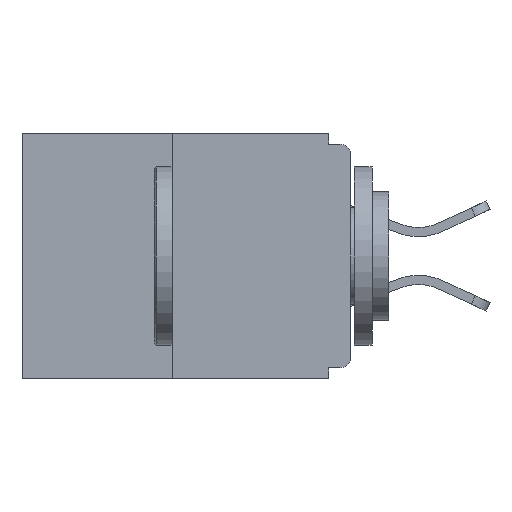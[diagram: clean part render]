
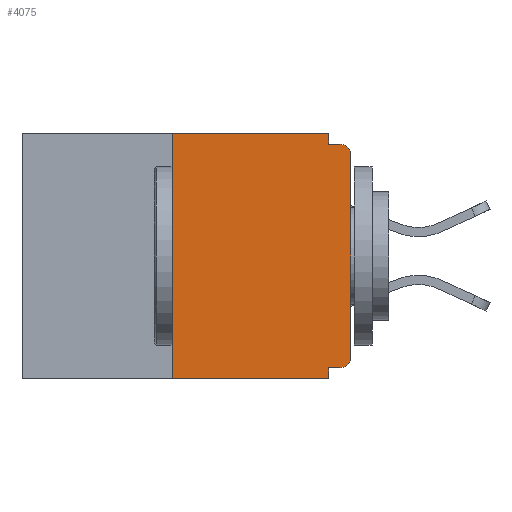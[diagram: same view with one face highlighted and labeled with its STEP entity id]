
A CAD part, left-side view. The second image highlights one B-rep face of the part: STEP entity #4075.
In plain terms, the highlighted planar face has unit normal (-1, 0, 0).
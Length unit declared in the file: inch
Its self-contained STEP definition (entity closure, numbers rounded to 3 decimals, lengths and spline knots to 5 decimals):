
#112 = FACE_OUTER_BOUND ( 'NONE', #9405, .T. ) ;
#164 = DIRECTION ( 'NONE',  ( 0., 0., -1. ) ) ;
#252 = ORIENTED_EDGE ( 'NONE', *, *, #10929, .F. ) ;
#387 = AXIS2_PLACEMENT_3D ( 'NONE', #12855, #4450, #993 ) ;
#398 = VERTEX_POINT ( 'NONE', #9972 ) ;
#498 = CARTESIAN_POINT ( 'NONE',  ( 0., 0.015, -0.328 ) ) ;
#591 = LINE ( 'NONE', #7712, #20094 ) ;
#602 = EDGE_CURVE ( 'NONE', #10891, #20180, #12281, .T. ) ;
#833 = PLANE ( 'NONE',  #20027 ) ;
#855 = DIRECTION ( 'NONE',  ( -1., 0., 0. ) ) ;
#917 = EDGE_CURVE ( 'NONE', #20180, #12732, #19147, .T. ) ;
#993 = DIRECTION ( 'NONE',  ( 0., 0., -1. ) ) ;
#1222 = CARTESIAN_POINT ( 'NONE',  ( 0., 0.015, -0.015 ) ) ;
#1953 = VERTEX_POINT ( 'NONE', #12625 ) ;
#2019 = ORIENTED_EDGE ( 'NONE', *, *, #14473, .F. ) ;
#2395 = DIRECTION ( 'NONE',  ( 0., 0., -1. ) ) ;
#2893 = ORIENTED_EDGE ( 'NONE', *, *, #917, .T. ) ;
#3145 = EDGE_CURVE ( 'NONE', #10891, #9577, #14526, .T. ) ;
#3406 = AXIS2_PLACEMENT_3D ( 'NONE', #5852, #855, #19094 ) ;
#3560 = CARTESIAN_POINT ( 'NONE',  ( 0., 0.031, -0.015 ) ) ;
#4075 = ADVANCED_FACE ( 'NONE', ( #112 ), #833, .F. ) ;
#4277 = DIRECTION ( 'NONE',  ( 0., 0., 1. ) ) ;
#4450 = DIRECTION ( 'NONE',  ( -1., 0., 0. ) ) ;
#5267 = CIRCLE ( 'NONE', #3406, 0.015 ) ;
#5439 = CARTESIAN_POINT ( 'NONE',  ( 0., 0.46, -0.343 ) ) ;
#5852 = CARTESIAN_POINT ( 'NONE',  ( 0., 0.015, -0.03 ) ) ;
#5977 = CARTESIAN_POINT ( 'NONE',  ( 0., 0.25, 0. ) ) ;
#6171 = VECTOR ( 'NONE', #17186, 39.37008 ) ;
#6706 = ORIENTED_EDGE ( 'NONE', *, *, #13329, .F. ) ;
#6974 = CARTESIAN_POINT ( 'NONE',  ( 0., 0., -0.03 ) ) ;
#7212 = CARTESIAN_POINT ( 'NONE',  ( 0., 0., 0. ) ) ;
#7704 = DIRECTION ( 'NONE',  ( 0., 0., 1. ) ) ;
#7712 = CARTESIAN_POINT ( 'NONE',  ( 0., 0.46, 0. ) ) ;
#7760 = DIRECTION ( 'NONE',  ( 1., 0., 0. ) ) ;
#8493 = VECTOR ( 'NONE', #11086, 39.37008 ) ;
#8509 = ORIENTED_EDGE ( 'NONE', *, *, #21723, .T. ) ;
#8669 = VERTEX_POINT ( 'NONE', #1222 ) ;
#9053 = VERTEX_POINT ( 'NONE', #19145 ) ;
#9393 = LINE ( 'NONE', #5977, #18678 ) ;
#9405 = EDGE_LOOP ( 'NONE', ( #6706, #12837, #8509, #14845, #10910, #13555, #2893, #10986, #252, #2019 ) ) ;
#9577 = VERTEX_POINT ( 'NONE', #16180 ) ;
#9704 = CARTESIAN_POINT ( 'NONE',  ( 0., 0., -0.313 ) ) ;
#9972 = CARTESIAN_POINT ( 'NONE',  ( 0., 0.031, 0. ) ) ;
#9978 = LINE ( 'NONE', #20324, #21302 ) ;
#10275 = VERTEX_POINT ( 'NONE', #3560 ) ;
#10891 = VERTEX_POINT ( 'NONE', #498 ) ;
#10910 = ORIENTED_EDGE ( 'NONE', *, *, #3145, .F. ) ;
#10929 = EDGE_CURVE ( 'NONE', #10275, #8669, #14530, .T. ) ;
#10986 = ORIENTED_EDGE ( 'NONE', *, *, #19484, .T. ) ;
#11086 = DIRECTION ( 'NONE',  ( 0., -1., 0. ) ) ;
#12281 = CIRCLE ( 'NONE', #387, 0.015 ) ;
#12625 = CARTESIAN_POINT ( 'NONE',  ( 0., 0.031, -0.343 ) ) ;
#12732 = VERTEX_POINT ( 'NONE', #6974 ) ;
#12837 = ORIENTED_EDGE ( 'NONE', *, *, #20048, .F. ) ;
#12855 = CARTESIAN_POINT ( 'NONE',  ( 0., 0.015, -0.313 ) ) ;
#13329 = EDGE_CURVE ( 'NONE', #20800, #398, #591, .T. ) ;
#13333 = VECTOR ( 'NONE', #4277, 39.37008 ) ;
#13486 = VECTOR ( 'NONE', #14732, 39.37008 ) ;
#13555 = ORIENTED_EDGE ( 'NONE', *, *, #602, .T. ) ;
#14306 = DIRECTION ( 'NONE',  ( 0., 0., -1. ) ) ;
#14473 = EDGE_CURVE ( 'NONE', #398, #10275, #9978, .T. ) ;
#14526 = LINE ( 'NONE', #20035, #13486 ) ;
#14530 = LINE ( 'NONE', #21207, #8493 ) ;
#14732 = DIRECTION ( 'NONE',  ( 0., 1., 0. ) ) ;
#14845 = ORIENTED_EDGE ( 'NONE', *, *, #19581, .F. ) ;
#15631 = LINE ( 'NONE', #5439, #6171 ) ;
#15975 = CARTESIAN_POINT ( 'NONE',  ( 0., 0.25, 0. ) ) ;
#16142 = CARTESIAN_POINT ( 'NONE',  ( 0., 0.46, 0. ) ) ;
#16180 = CARTESIAN_POINT ( 'NONE',  ( 0., 0.031, -0.328 ) ) ;
#16261 = LINE ( 'NONE', #20806, #17862 ) ;
#17186 = DIRECTION ( 'NONE',  ( 0., -1., 0. ) ) ;
#17862 = VECTOR ( 'NONE', #2395, 39.37008 ) ;
#18678 = VECTOR ( 'NONE', #7704, 39.37008 ) ;
#19094 = DIRECTION ( 'NONE',  ( 0., 0., -1. ) ) ;
#19145 = CARTESIAN_POINT ( 'NONE',  ( 0., 0.25, -0.343 ) ) ;
#19147 = LINE ( 'NONE', #7212, #13333 ) ;
#19484 = EDGE_CURVE ( 'NONE', #12732, #8669, #5267, .T. ) ;
#19581 = EDGE_CURVE ( 'NONE', #9577, #1953, #16261, .T. ) ;
#19600 = DIRECTION ( 'NONE',  ( 0., -1., 0. ) ) ;
#20027 = AXIS2_PLACEMENT_3D ( 'NONE', #16142, #7760, #14306 ) ;
#20035 = CARTESIAN_POINT ( 'NONE',  ( 0., 0., -0.328 ) ) ;
#20048 = EDGE_CURVE ( 'NONE', #9053, #20800, #9393, .T. ) ;
#20094 = VECTOR ( 'NONE', #19600, 39.37008 ) ;
#20180 = VERTEX_POINT ( 'NONE', #9704 ) ;
#20324 = CARTESIAN_POINT ( 'NONE',  ( 0., 0.031, 0. ) ) ;
#20800 = VERTEX_POINT ( 'NONE', #15975 ) ;
#20806 = CARTESIAN_POINT ( 'NONE',  ( 0., 0.031, -0.343 ) ) ;
#21207 = CARTESIAN_POINT ( 'NONE',  ( 0., 0., -0.015 ) ) ;
#21302 = VECTOR ( 'NONE', #164, 39.37008 ) ;
#21723 = EDGE_CURVE ( 'NONE', #9053, #1953, #15631, .T. ) ;
